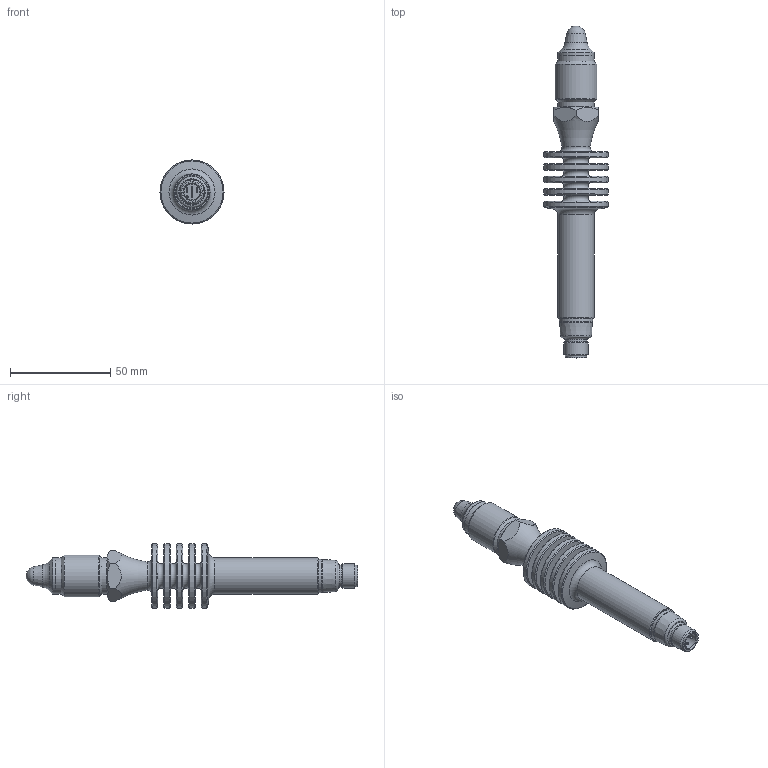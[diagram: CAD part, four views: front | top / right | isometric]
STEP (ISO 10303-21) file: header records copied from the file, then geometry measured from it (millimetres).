
FILE_DESCRIPTION( ( 'Unknown' ), '1' );
FILE_NAME( 'LBFS-x1Gxxx.step', 'Unknown', ( 'Unknown' ), ( 'Unknown' ), 'PSStep 15.0.49', 'Unknown', ' ' );
FILE_SCHEMA( ( 'AUTOMOTIVE_DESIGN { 1 0 10303 214 1 1 1 1 }' ) );
Length unit declared in the file: millimetre
Products named in the file (1): 11108652
Bounding box: 32 x 165.65 x 32 mm (x, y, z)
Volume: 47144.5 mm3; surface area: 16567.2 mm2
Topology: 1 solids, 2 shells, 216 faces, 538 edges, 338 vertices
Faces by surface type: plane 105, cylinder 55, cone 22, torus 17, sphere 9, bspline 8
Full cylindrical faces by diameter (mm): 10.6 x1, 11 x1, 12 x1, 15.5 x1, 16.6 x1, 18 x4, 20.955 x1, 32 x5
Entity records: 8780 total; most frequent: CARTESIAN_POINT 2250, DIRECTION 1008, ORIENTED_EDGE 908, EDGE_CURVE 454, AXIS2_PLACEMENT_3D 379, VERTEX_POINT 317, EDGE_LOOP 292, LINE 250
